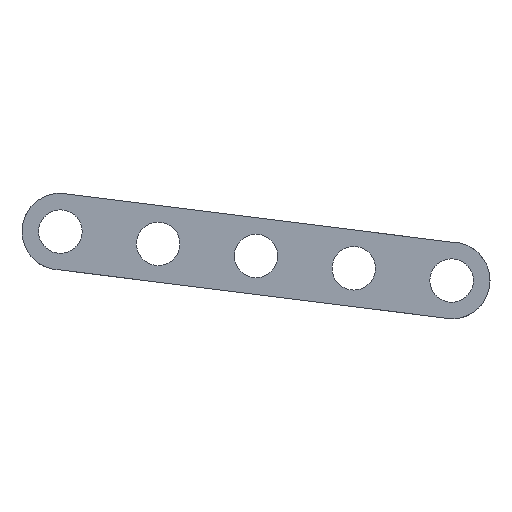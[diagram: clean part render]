
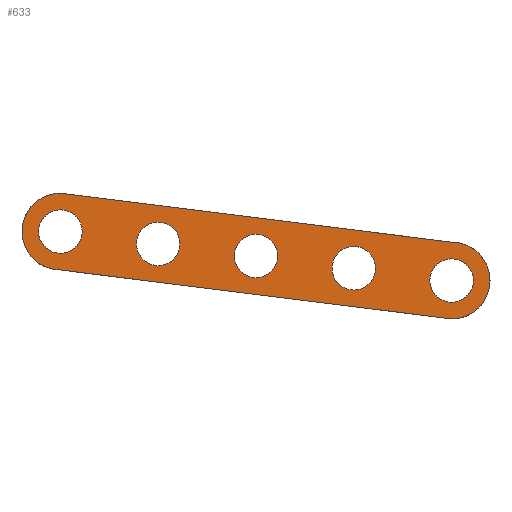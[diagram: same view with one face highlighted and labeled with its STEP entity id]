
A CAD part, top view. The second image highlights one B-rep face of the part: STEP entity #633.
In plain terms, the highlighted planar face has unit normal (0, 0, 1).
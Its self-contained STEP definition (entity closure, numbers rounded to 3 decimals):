
#27=FACE_BOUND('',#99,.T.);
#28=FACE_BOUND('',#100,.T.);
#29=FACE_BOUND('',#101,.T.);
#30=FACE_BOUND('',#102,.T.);
#31=FACE_BOUND('',#103,.T.);
#62=FACE_OUTER_BOUND('',#98,.T.);
#98=EDGE_LOOP('',(#570,#571,#572,#573));
#99=EDGE_LOOP('',(#574));
#100=EDGE_LOOP('',(#575));
#101=EDGE_LOOP('',(#576));
#102=EDGE_LOOP('',(#577));
#103=EDGE_LOOP('',(#578));
#168=LINE('',#1018,#237);
#172=LINE('',#1027,#241);
#237=VECTOR('',#837,10.);
#241=VECTOR('',#847,10.);
#253=CIRCLE('',#669,3.4);
#254=CIRCLE('',#671,3.4);
#255=CIRCLE('',#673,3.4);
#256=CIRCLE('',#675,3.4);
#257=CIRCLE('',#677,3.4);
#258=CIRCLE('',#680,6.);
#259=CIRCLE('',#683,6.);
#309=VERTEX_POINT('',#995);
#310=VERTEX_POINT('',#999);
#311=VERTEX_POINT('',#1003);
#312=VERTEX_POINT('',#1007);
#313=VERTEX_POINT('',#1011);
#314=VERTEX_POINT('',#1015);
#315=VERTEX_POINT('',#1017);
#316=VERTEX_POINT('',#1021);
#317=VERTEX_POINT('',#1025);
#387=EDGE_CURVE('',#309,#309,#253,.T.);
#389=EDGE_CURVE('',#310,#310,#254,.T.);
#391=EDGE_CURVE('',#311,#311,#255,.T.);
#393=EDGE_CURVE('',#312,#312,#256,.T.);
#395=EDGE_CURVE('',#313,#313,#257,.T.);
#398=EDGE_CURVE('',#315,#314,#168,.T.);
#400=EDGE_CURVE('',#316,#315,#258,.T.);
#403=EDGE_CURVE('',#317,#316,#172,.T.);
#404=EDGE_CURVE('',#314,#317,#259,.T.);
#570=ORIENTED_EDGE('',*,*,#404,.T.);
#571=ORIENTED_EDGE('',*,*,#403,.T.);
#572=ORIENTED_EDGE('',*,*,#400,.T.);
#573=ORIENTED_EDGE('',*,*,#398,.T.);
#574=ORIENTED_EDGE('',*,*,#395,.T.);
#575=ORIENTED_EDGE('',*,*,#393,.T.);
#576=ORIENTED_EDGE('',*,*,#391,.T.);
#577=ORIENTED_EDGE('',*,*,#389,.T.);
#578=ORIENTED_EDGE('',*,*,#387,.T.);
#602=PLANE('',#684);
#633=ADVANCED_FACE('',(#62,#27,#28,#29,#30,#31),#602,.F.);
#669=AXIS2_PLACEMENT_3D('',#996,#811,#812);
#671=AXIS2_PLACEMENT_3D('',#1000,#816,#817);
#673=AXIS2_PLACEMENT_3D('',#1004,#821,#822);
#675=AXIS2_PLACEMENT_3D('',#1008,#826,#827);
#677=AXIS2_PLACEMENT_3D('',#1012,#831,#832);
#680=AXIS2_PLACEMENT_3D('',#1022,#841,#842);
#683=AXIS2_PLACEMENT_3D('',#1029,#850,#851);
#684=AXIS2_PLACEMENT_3D('',#1030,#852,#853);
#811=DIRECTION('center_axis',(0.,0.,-1.));
#812=DIRECTION('ref_axis',(1.,0.,0.));
#816=DIRECTION('center_axis',(0.,0.,-1.));
#817=DIRECTION('ref_axis',(1.,0.,0.));
#821=DIRECTION('center_axis',(0.,0.,-1.));
#822=DIRECTION('ref_axis',(1.,0.,0.));
#826=DIRECTION('center_axis',(0.,0.,-1.));
#827=DIRECTION('ref_axis',(1.,0.,0.));
#831=DIRECTION('center_axis',(0.,0.,-1.));
#832=DIRECTION('ref_axis',(1.,0.,0.));
#837=DIRECTION('',(0.992,-0.124,0.));
#841=DIRECTION('center_axis',(0.,0.,1.));
#842=DIRECTION('ref_axis',(1.,0.,0.));
#847=DIRECTION('',(-0.992,0.124,0.));
#850=DIRECTION('center_axis',(0.,0.,1.));
#851=DIRECTION('ref_axis',(1.,0.,0.));
#852=DIRECTION('center_axis',(0.,0.,-1.));
#853=DIRECTION('ref_axis',(1.,0.,0.));
#995=CARTESIAN_POINT('',(95.92,46.114,4.6));
#996=CARTESIAN_POINT('Origin',(99.32,46.114,4.6));
#999=CARTESIAN_POINT('',(80.641,48.037,4.6));
#1000=CARTESIAN_POINT('Origin',(84.041,48.037,4.6));
#1003=CARTESIAN_POINT('',(111.2,44.2,4.6));
#1004=CARTESIAN_POINT('Origin',(114.6,44.2,4.6));
#1007=CARTESIAN_POINT('',(50.077,51.853,4.6));
#1008=CARTESIAN_POINT('Origin',(53.477,51.853,4.6));
#1011=CARTESIAN_POINT('',(65.357,49.934,4.6));
#1012=CARTESIAN_POINT('Origin',(68.757,49.934,4.6));
#1015=CARTESIAN_POINT('',(113.121,38.385,4.6));
#1017=CARTESIAN_POINT('',(53.477,45.853,4.6));
#1018=CARTESIAN_POINT('',(53.477,45.853,4.6));
#1021=CARTESIAN_POINT('',(53.477,57.853,4.6));
#1022=CARTESIAN_POINT('Origin',(53.477,51.853,4.6));
#1025=CARTESIAN_POINT('',(114.6,50.2,4.6));
#1027=CARTESIAN_POINT('',(114.6,50.2,4.6));
#1029=CARTESIAN_POINT('Origin',(114.6,44.2,4.6));
#1030=CARTESIAN_POINT('Origin',(84.039,48.027,4.6));
